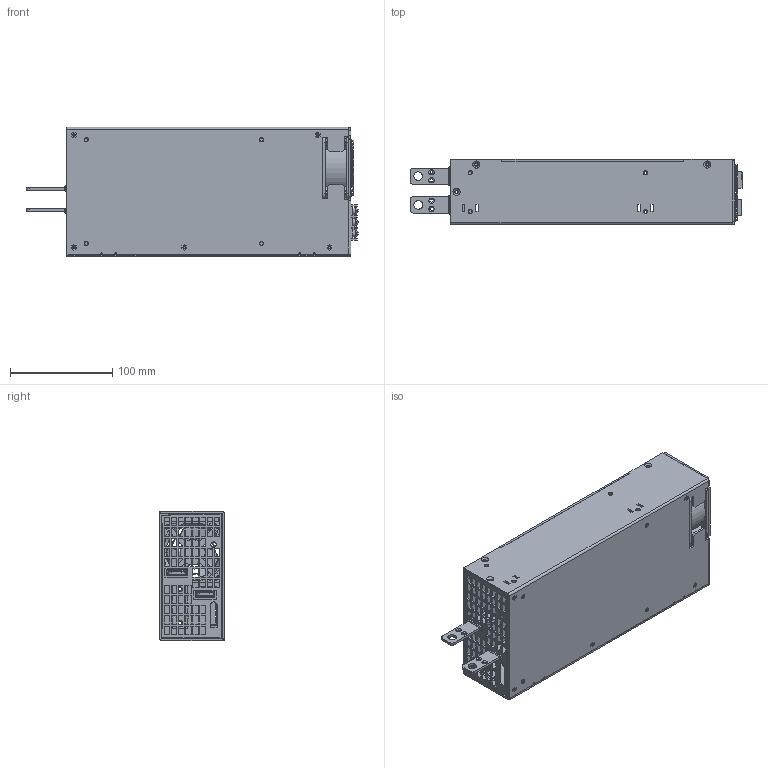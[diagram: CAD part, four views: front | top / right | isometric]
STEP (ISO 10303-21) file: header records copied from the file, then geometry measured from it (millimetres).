
FILE_DESCRIPTION((''),'2;1');
FILE_NAME('SE-1000.stp','2020-01-10T10:28:03',('shirley'),(''),'Autodesk Inventor 2010','Autodesk Inventor 2010','');
FILE_SCHEMA(('AUTOMOTIVE_DESIGN { 1 0 10303 214 1 1 1 1 }'));
Length unit declared in the file: millimetre
Products named in the file (19): SE-1000; 935B-D; 3x6 NUT; 3x6 NUT_CPY; 3x6 NUT_CPY1; 3x6 NUT_CPY2; 3x6 NUT_CPY3; T36-TB2; FAN; fan_a; FAN_4715KL40WB30_2; T36-EO31-TB1; 935B-T; 935B-R; PC; CU-011; CU-012_CPY
Assembly tree (19 placements, depth 3):
  SE-1000
    935B-D
      935B-D
      3x6 NUT
      3x6 NUT_CPY
      3x6 NUT_CPY1
      3x6 NUT_CPY2
      3x6 NUT_CPY3
    T36-TB2
    FAN
      fan_a
      FAN_4715KL40WB30_2
      FAN
    T36-EO31-TB1
    935B-T
    935B-R
    PC  x2
    CU-011
    CU-012_CPY
Bounding box: 324.85 x 63.5 x 127 mm (x, y, z)
Volume: 268103.9 mm3; surface area: 273402.9 mm2
Topology: 16 solids, 17 shells, 1360 faces, 3948 edges, 2672 vertices
Faces by surface type: plane 912, cylinder 266, bspline 89, torus 85, cone 8
Full cylindrical faces by diameter (mm): 1.822 x5, 2.2 x2, 2.381 x4, 2.5 x5, 3 x6, 3.2 x5, 3.3 x14, 3.5 x7, 3.6 x2, 3.7 x3, 4 x10, 4.1 x4, 4.19 x5, 4.3 x6, 4.637 x2, 5 x6, 5.1 x4, 5.2 x1, 6.956 x5, 8.5 x2, 24.286 x1, 24.762 x1, 52.381 x1
Entity records: 64284 total; most frequent: CARTESIAN_POINT 28400, ORIENTED_EDGE 7188, DIRECTION 6936, EDGE_CURVE 3594, VECTOR 2516, LINE 2516, VERTEX_POINT 2471, AXIS2_PLACEMENT_3D 2210
